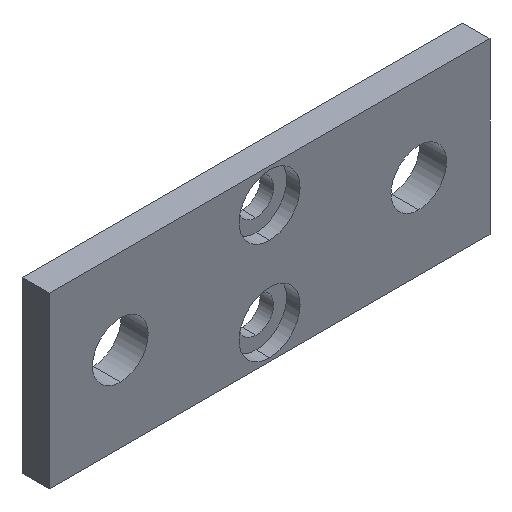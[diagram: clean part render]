
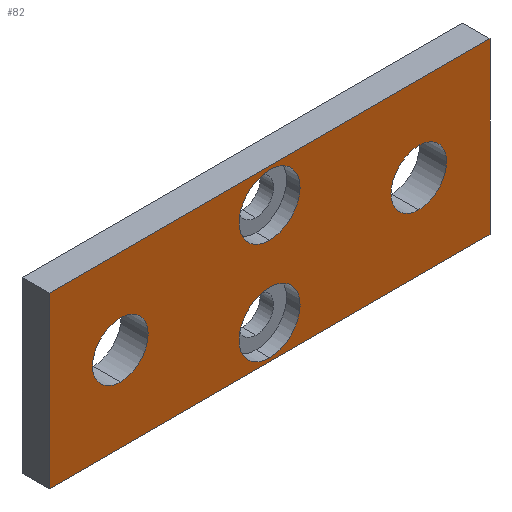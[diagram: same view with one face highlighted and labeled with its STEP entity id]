
A CAD part, isometric view. The second image highlights one B-rep face of the part: STEP entity #82.
In plain terms, the highlighted planar face has unit normal (0, -1, 0).
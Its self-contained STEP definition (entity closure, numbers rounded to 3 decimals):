
#1 = FACE_BOUND ( 'NONE', #265, .T. ) ;
#3 = VECTOR ( 'NONE', #258, 1000. ) ;
#4 = ORIENTED_EDGE ( 'NONE', *, *, #119, .F. ) ;
#7 = CARTESIAN_POINT ( 'NONE',  ( -32.5, 0., 12.5 ) ) ;
#8 = FACE_OUTER_BOUND ( 'NONE', #439, .T. ) ;
#9 = ORIENTED_EDGE ( 'NONE', *, *, #176, .F. ) ;
#22 = CARTESIAN_POINT ( 'NONE',  ( -32.5, 0., -12.5 ) ) ;
#31 = CARTESIAN_POINT ( 'NONE',  ( -32.5, 0., -12.5 ) ) ;
#32 = VECTOR ( 'NONE', #78, 1000. ) ;
#38 = ORIENTED_EDGE ( 'NONE', *, *, #501, .F. ) ;
#47 = AXIS2_PLACEMENT_3D ( 'NONE', #254, #450, #216 ) ;
#50 = FACE_BOUND ( 'NONE', #304, .T. ) ;
#54 = LINE ( 'NONE', #63, #3 ) ;
#62 = CARTESIAN_POINT ( 'NONE',  ( 32.5, 0., -12.5 ) ) ;
#63 = CARTESIAN_POINT ( 'NONE',  ( -32.5, 0., -12.5 ) ) ;
#64 = ORIENTED_EDGE ( 'NONE', *, *, #138, .F. ) ;
#69 = EDGE_CURVE ( 'NONE', #102, #153, #54, .T. ) ;
#77 = CIRCLE ( 'NONE', #321, 4.5 ) ;
#78 = DIRECTION ( 'NONE',  ( 0., 0., 1. ) ) ;
#82 = ADVANCED_FACE ( 'NONE', ( #462, #108, #50, #1, #8 ), #163, .F. ) ;
#83 = CARTESIAN_POINT ( 'NONE',  ( 0., 0., 7.5 ) ) ;
#96 = EDGE_CURVE ( 'NONE', #502, #300, #640, .T. ) ;
#99 = EDGE_CURVE ( 'NONE', #434, #641, #77, .T. ) ;
#102 = VERTEX_POINT ( 'NONE', #358 ) ;
#104 = CIRCLE ( 'NONE', #152, 4.1 ) ;
#108 = FACE_BOUND ( 'NONE', #204, .T. ) ;
#116 = EDGE_CURVE ( 'NONE', #188, #291, #122, .T. ) ;
#117 = LINE ( 'NONE', #22, #32 ) ;
#119 = EDGE_CURVE ( 'NONE', #153, #502, #117, .T. ) ;
#120 = DIRECTION ( 'NONE',  ( 0., -1., 0. ) ) ;
#122 = CIRCLE ( 'NONE', #597, 4.1 ) ;
#138 = EDGE_CURVE ( 'NONE', #187, #334, #209, .T. ) ;
#151 = VECTOR ( 'NONE', #208, 1000. ) ;
#152 = AXIS2_PLACEMENT_3D ( 'NONE', #517, #218, #368 ) ;
#153 = VERTEX_POINT ( 'NONE', #31 ) ;
#155 = DIRECTION ( 'NONE',  ( 0., -1., 0. ) ) ;
#163 = PLANE ( 'NONE',  #47 ) ;
#164 = AXIS2_PLACEMENT_3D ( 'NONE', #83, #437, #335 ) ;
#166 = DIRECTION ( 'NONE',  ( 0., 0., -1. ) ) ;
#168 = DIRECTION ( 'NONE',  ( 0., -1., 0. ) ) ;
#176 = EDGE_CURVE ( 'NONE', #334, #187, #511, .T. ) ;
#180 = ORIENTED_EDGE ( 'NONE', *, *, #278, .F. ) ;
#185 = CIRCLE ( 'NONE', #367, 4.5 ) ;
#187 = VERTEX_POINT ( 'NONE', #525 ) ;
#188 = VERTEX_POINT ( 'NONE', #627 ) ;
#191 = ORIENTED_EDGE ( 'NONE', *, *, #99, .F. ) ;
#202 = DIRECTION ( 'NONE',  ( 0., 0., 1. ) ) ;
#204 = EDGE_LOOP ( 'NONE', ( #9, #64 ) ) ;
#208 = DIRECTION ( 'NONE',  ( 1., 0., 0. ) ) ;
#209 = CIRCLE ( 'NONE', #458, 4.5 ) ;
#212 = ORIENTED_EDGE ( 'NONE', *, *, #69, .F. ) ;
#216 = DIRECTION ( 'NONE',  ( 0., 0., 1. ) ) ;
#218 = DIRECTION ( 'NONE',  ( 0., -1., 0. ) ) ;
#219 = CARTESIAN_POINT ( 'NONE',  ( 22., 0., 0. ) ) ;
#227 = ORIENTED_EDGE ( 'NONE', *, *, #116, .F. ) ;
#230 = AXIS2_PLACEMENT_3D ( 'NONE', #250, #155, #202 ) ;
#240 = CARTESIAN_POINT ( 'NONE',  ( 0., 0., -12. ) ) ;
#242 = DIRECTION ( 'NONE',  ( 0., -1., 0. ) ) ;
#249 = CARTESIAN_POINT ( 'NONE',  ( 0., 0., 7.5 ) ) ;
#250 = CARTESIAN_POINT ( 'NONE',  ( 22., 0., 0. ) ) ;
#254 = CARTESIAN_POINT ( 'NONE',  ( 0., 0., 0. ) ) ;
#255 = EDGE_CURVE ( 'NONE', #300, #102, #639, .T. ) ;
#258 = DIRECTION ( 'NONE',  ( -1., 0., 0. ) ) ;
#265 = EDGE_LOOP ( 'NONE', ( #227, #180 ) ) ;
#271 = DIRECTION ( 'NONE',  ( 0., -1., 0. ) ) ;
#278 = EDGE_CURVE ( 'NONE', #291, #188, #294, .T. ) ;
#291 = VERTEX_POINT ( 'NONE', #445 ) ;
#294 = CIRCLE ( 'NONE', #230, 4.1 ) ;
#300 = VERTEX_POINT ( 'NONE', #636 ) ;
#304 = EDGE_LOOP ( 'NONE', ( #604, #38 ) ) ;
#305 = CARTESIAN_POINT ( 'NONE',  ( -22., 0., 4.1 ) ) ;
#315 = VERTEX_POINT ( 'NONE', #305 ) ;
#320 = CARTESIAN_POINT ( 'NONE',  ( 0., 0., -7.5 ) ) ;
#321 = AXIS2_PLACEMENT_3D ( 'NONE', #595, #407, #600 ) ;
#333 = EDGE_LOOP ( 'NONE', ( #359, #191 ) ) ;
#334 = VERTEX_POINT ( 'NONE', #361 ) ;
#335 = DIRECTION ( 'NONE',  ( 0., 0., -1. ) ) ;
#348 = ORIENTED_EDGE ( 'NONE', *, *, #255, .F. ) ;
#358 = CARTESIAN_POINT ( 'NONE',  ( 32.5, 0., -12.5 ) ) ;
#359 = ORIENTED_EDGE ( 'NONE', *, *, #476, .F. ) ;
#361 = CARTESIAN_POINT ( 'NONE',  ( 0., 0., 3. ) ) ;
#367 = AXIS2_PLACEMENT_3D ( 'NONE', #320, #271, #560 ) ;
#368 = DIRECTION ( 'NONE',  ( 0., 0., -1. ) ) ;
#373 = CIRCLE ( 'NONE', #406, 4.1 ) ;
#406 = AXIS2_PLACEMENT_3D ( 'NONE', #421, #120, #166 ) ;
#407 = DIRECTION ( 'NONE',  ( 0., -1., 0. ) ) ;
#413 = CARTESIAN_POINT ( 'NONE',  ( -32.5, 0., 12.5 ) ) ;
#421 = CARTESIAN_POINT ( 'NONE',  ( -22., 0., 0. ) ) ;
#429 = DIRECTION ( 'NONE',  ( 0., 0., -1. ) ) ;
#430 = EDGE_CURVE ( 'NONE', #585, #315, #373, .T. ) ;
#434 = VERTEX_POINT ( 'NONE', #566 ) ;
#437 = DIRECTION ( 'NONE',  ( 0., -1., 0. ) ) ;
#438 = ORIENTED_EDGE ( 'NONE', *, *, #96, .F. ) ;
#439 = EDGE_LOOP ( 'NONE', ( #348, #438, #4, #212 ) ) ;
#445 = CARTESIAN_POINT ( 'NONE',  ( 22., 0., 4.1 ) ) ;
#450 = DIRECTION ( 'NONE',  ( 0., 1., 0. ) ) ;
#458 = AXIS2_PLACEMENT_3D ( 'NONE', #249, #242, #429 ) ;
#462 = FACE_BOUND ( 'NONE', #333, .T. ) ;
#476 = EDGE_CURVE ( 'NONE', #641, #434, #185, .T. ) ;
#492 = DIRECTION ( 'NONE',  ( 0., 0., -1. ) ) ;
#501 = EDGE_CURVE ( 'NONE', #315, #585, #104, .T. ) ;
#502 = VERTEX_POINT ( 'NONE', #7 ) ;
#511 = CIRCLE ( 'NONE', #164, 4.5 ) ;
#517 = CARTESIAN_POINT ( 'NONE',  ( -22., 0., 0. ) ) ;
#525 = CARTESIAN_POINT ( 'NONE',  ( 0., 0., 12. ) ) ;
#560 = DIRECTION ( 'NONE',  ( 0., 0., -1. ) ) ;
#562 = DIRECTION ( 'NONE',  ( 0., 0., 1. ) ) ;
#566 = CARTESIAN_POINT ( 'NONE',  ( 0., 0., -3. ) ) ;
#585 = VERTEX_POINT ( 'NONE', #630 ) ;
#595 = CARTESIAN_POINT ( 'NONE',  ( 0., 0., -7.5 ) ) ;
#597 = AXIS2_PLACEMENT_3D ( 'NONE', #219, #168, #562 ) ;
#598 = VECTOR ( 'NONE', #492, 1000. ) ;
#600 = DIRECTION ( 'NONE',  ( 0., 0., -1. ) ) ;
#604 = ORIENTED_EDGE ( 'NONE', *, *, #430, .F. ) ;
#627 = CARTESIAN_POINT ( 'NONE',  ( 22., 0., -4.1 ) ) ;
#630 = CARTESIAN_POINT ( 'NONE',  ( -22., 0., -4.1 ) ) ;
#636 = CARTESIAN_POINT ( 'NONE',  ( 32.5, 0., 12.5 ) ) ;
#639 = LINE ( 'NONE', #62, #598 ) ;
#640 = LINE ( 'NONE', #413, #151 ) ;
#641 = VERTEX_POINT ( 'NONE', #240 ) ;
